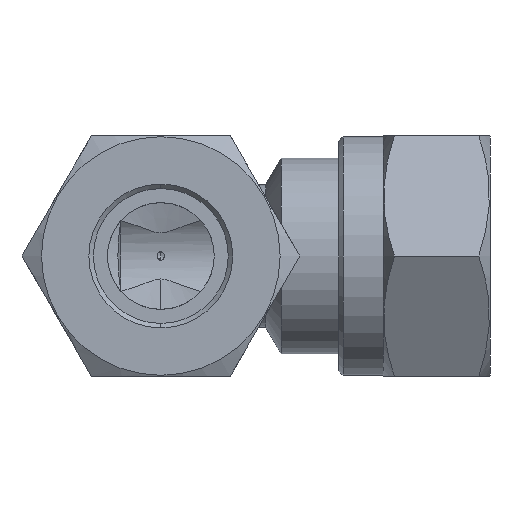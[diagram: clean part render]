
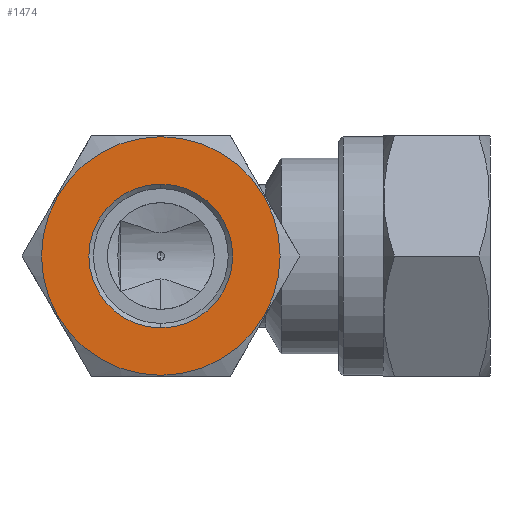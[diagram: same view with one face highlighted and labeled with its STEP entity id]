
A CAD part, front view. The second image highlights one B-rep face of the part: STEP entity #1474.
In plain terms, the highlighted planar face has unit normal (0, -1, 0).
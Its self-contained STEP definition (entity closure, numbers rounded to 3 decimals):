
#1 = EDGE_CURVE ( 'NONE', #3270, #2609, #1629, .T. ) ;
#2 = EDGE_CURVE ( 'NONE', #2608, #2604, #1634, .T. ) ;
#158 = FACE_BOUND ( 'NONE', #3315, .T. ) ;
#159 = FACE_OUTER_BOUND ( 'NONE', #3317, .T. ) ;
#534 = CARTESIAN_POINT ( 'NONE',  ( 0., -36.968, 8.075 ) ) ;
#538 = CARTESIAN_POINT ( 'NONE',  ( 0., -36.968, -8.075 ) ) ;
#539 = CARTESIAN_POINT ( 'NONE',  ( 0., -36.968, 13.4 ) ) ;
#678 = EDGE_CURVE ( 'NONE', #2604, #2608, #1620, .T. ) ;
#681 = EDGE_CURVE ( 'NONE', #2609, #3270, #2324, .T. ) ;
#1474 = ADVANCED_FACE ( 'NONE', ( #158, #159 ), #2063, .F. ) ;
#1601 = AXIS2_PLACEMENT_3D ( 'NONE', #2701, #2702, #2703 ) ;
#1603 = AXIS2_PLACEMENT_3D ( 'NONE', #1959, #1960, #1961 ) ;
#1620 = CIRCLE ( 'NONE', #1603, 8.075 ) ;
#1629 = CIRCLE ( 'NONE', #1601, 13.4 ) ;
#1634 = CIRCLE ( 'NONE', #1654, 8.075 ) ;
#1654 = AXIS2_PLACEMENT_3D ( 'NONE', #2704, #2705, #2706 ) ;
#1959 = CARTESIAN_POINT ( 'NONE',  ( 0., -36.968, 0. ) ) ;
#1960 = DIRECTION ( 'NONE',  ( 0., 1., 0. ) ) ;
#1961 = DIRECTION ( 'NONE',  ( 0., 0., -1. ) ) ;
#1966 = CARTESIAN_POINT ( 'NONE',  ( 0., -36.968, 0. ) ) ;
#1967 = DIRECTION ( 'NONE',  ( 0., -1., 0. ) ) ;
#1968 = DIRECTION ( 'NONE',  ( 0., 0., 1. ) ) ;
#2063 = PLANE ( 'NONE',  #3545 ) ;
#2064 = CARTESIAN_POINT ( 'NONE',  ( -13.4, -36.968, 0. ) ) ;
#2065 = DIRECTION ( 'NONE',  ( 0., 1., 0. ) ) ;
#2066 = DIRECTION ( 'NONE',  ( 0., 0., -1. ) ) ;
#2324 = CIRCLE ( 'NONE', #2326, 13.4 ) ;
#2326 = AXIS2_PLACEMENT_3D ( 'NONE', #1966, #1967, #1968 ) ;
#2604 = VERTEX_POINT ( 'NONE', #534 ) ;
#2608 = VERTEX_POINT ( 'NONE', #538 ) ;
#2609 = VERTEX_POINT ( 'NONE', #539 ) ;
#2701 = CARTESIAN_POINT ( 'NONE',  ( 0., -36.968, 0. ) ) ;
#2702 = DIRECTION ( 'NONE',  ( 0., -1., 0. ) ) ;
#2703 = DIRECTION ( 'NONE',  ( 0., 0., 1. ) ) ;
#2704 = CARTESIAN_POINT ( 'NONE',  ( 0., -36.968, 0. ) ) ;
#2705 = DIRECTION ( 'NONE',  ( 0., 1., 0. ) ) ;
#2706 = DIRECTION ( 'NONE',  ( 0., 0., -1. ) ) ;
#3189 = CARTESIAN_POINT ( 'NONE',  ( 0., -36.968, -13.4 ) ) ;
#3270 = VERTEX_POINT ( 'NONE', #3189 ) ;
#3315 = EDGE_LOOP ( 'NONE', ( #3473, #3474 ) ) ;
#3317 = EDGE_LOOP ( 'NONE', ( #3475, #3477 ) ) ;
#3473 = ORIENTED_EDGE ( 'NONE', *, *, #678, .T. ) ;
#3474 = ORIENTED_EDGE ( 'NONE', *, *, #2, .T. ) ;
#3475 = ORIENTED_EDGE ( 'NONE', *, *, #1, .T. ) ;
#3477 = ORIENTED_EDGE ( 'NONE', *, *, #681, .T. ) ;
#3545 = AXIS2_PLACEMENT_3D ( 'NONE', #2064, #2065, #2066 ) ;
